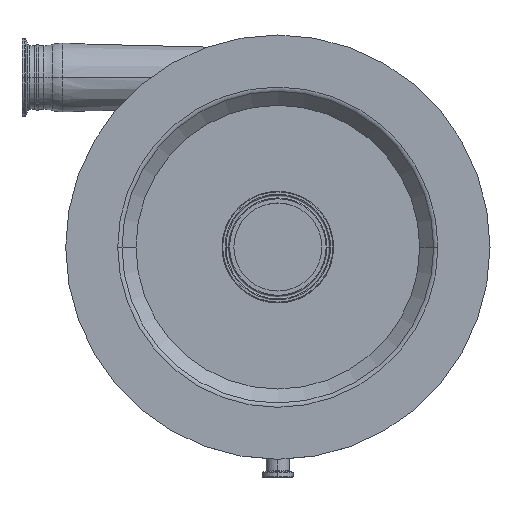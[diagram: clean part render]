
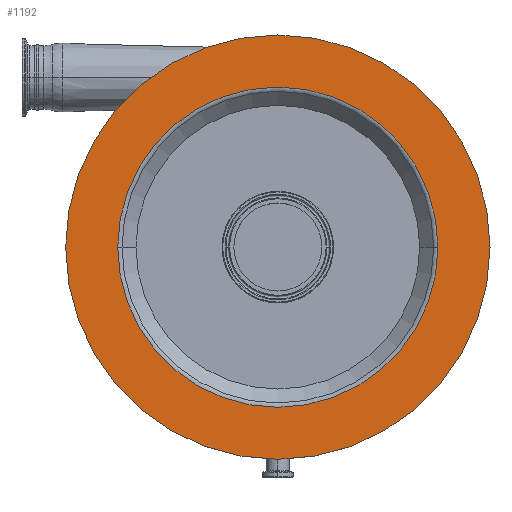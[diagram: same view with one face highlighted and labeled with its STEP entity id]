
A CAD part, top view. The second image highlights one B-rep face of the part: STEP entity #1192.
In plain terms, the highlighted planar face has unit normal (0, 0, 1).
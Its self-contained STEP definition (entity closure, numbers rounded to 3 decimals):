
#951 = AXIS2_PLACEMENT_3D ( 'NONE', #19675, #18698, #2913 ) ;
#1192 = ADVANCED_FACE ( 'NONE', ( #18361, #12092 ), #15669, .F. ) ;
#1294 = CIRCLE ( 'NONE', #951, 175. ) ;
#2481 = DIRECTION ( 'NONE',  ( 0., 0., -1. ) ) ;
#2668 = EDGE_CURVE ( 'NONE', #6498, #19969, #1294, .T. ) ;
#2913 = DIRECTION ( 'NONE',  ( -1., 0., 0. ) ) ;
#3025 = AXIS2_PLACEMENT_3D ( 'NONE', #5783, #2481, #18365 ) ;
#5104 = DIRECTION ( 'NONE',  ( -1., 0., 0. ) ) ;
#5368 = DIRECTION ( 'NONE',  ( -1., 0., 0. ) ) ;
#5559 = ORIENTED_EDGE ( 'NONE', *, *, #12423, .T. ) ;
#5680 = CIRCLE ( 'NONE', #3025, 132.071 ) ;
#5687 = CARTESIAN_POINT ( 'NONE',  ( 175., 0., 66. ) ) ;
#5783 = CARTESIAN_POINT ( 'NONE',  ( 0., 0., 66. ) ) ;
#6366 = EDGE_LOOP ( 'NONE', ( #7075, #9528 ) ) ;
#6498 = VERTEX_POINT ( 'NONE', #16036 ) ;
#7075 = ORIENTED_EDGE ( 'NONE', *, *, #2668, .F. ) ;
#8329 = CARTESIAN_POINT ( 'NONE',  ( 0., 0., 66. ) ) ;
#8954 = VERTEX_POINT ( 'NONE', #9933 ) ;
#9528 = ORIENTED_EDGE ( 'NONE', *, *, #15400, .F. ) ;
#9933 = CARTESIAN_POINT ( 'NONE',  ( -132.071, 0., 66. ) ) ;
#10800 = EDGE_CURVE ( 'NONE', #8954, #16185, #18498, .T. ) ;
#11603 = EDGE_LOOP ( 'NONE', ( #15698, #5559 ) ) ;
#12092 = FACE_OUTER_BOUND ( 'NONE', #6366, .T. ) ;
#12392 = CARTESIAN_POINT ( 'NONE',  ( 0., 175., 66. ) ) ;
#12423 = EDGE_CURVE ( 'NONE', #16185, #8954, #5680, .T. ) ;
#13109 = AXIS2_PLACEMENT_3D ( 'NONE', #12392, #15368, #13823 ) ;
#13823 = DIRECTION ( 'NONE',  ( -1., 0., 0. ) ) ;
#14753 = DIRECTION ( 'NONE',  ( 0., 0., -1. ) ) ;
#15278 = CIRCLE ( 'NONE', #15939, 175. ) ;
#15368 = DIRECTION ( 'NONE',  ( 0., 0., -1. ) ) ;
#15400 = EDGE_CURVE ( 'NONE', #19969, #6498, #15278, .T. ) ;
#15669 = PLANE ( 'NONE',  #13109 ) ;
#15698 = ORIENTED_EDGE ( 'NONE', *, *, #10800, .T. ) ;
#15939 = AXIS2_PLACEMENT_3D ( 'NONE', #19523, #14753, #5368 ) ;
#16036 = CARTESIAN_POINT ( 'NONE',  ( -175., 0., 66. ) ) ;
#16185 = VERTEX_POINT ( 'NONE', #19585 ) ;
#16865 = AXIS2_PLACEMENT_3D ( 'NONE', #8329, #17496, #5104 ) ;
#17496 = DIRECTION ( 'NONE',  ( 0., 0., -1. ) ) ;
#18361 = FACE_BOUND ( 'NONE', #11603, .T. ) ;
#18365 = DIRECTION ( 'NONE',  ( -1., 0., 0. ) ) ;
#18498 = CIRCLE ( 'NONE', #16865, 132.071 ) ;
#18698 = DIRECTION ( 'NONE',  ( 0., 0., -1. ) ) ;
#19523 = CARTESIAN_POINT ( 'NONE',  ( 0., 0., 66. ) ) ;
#19585 = CARTESIAN_POINT ( 'NONE',  ( 132.071, 0., 66. ) ) ;
#19675 = CARTESIAN_POINT ( 'NONE',  ( 0., 0., 66. ) ) ;
#19969 = VERTEX_POINT ( 'NONE', #5687 ) ;
